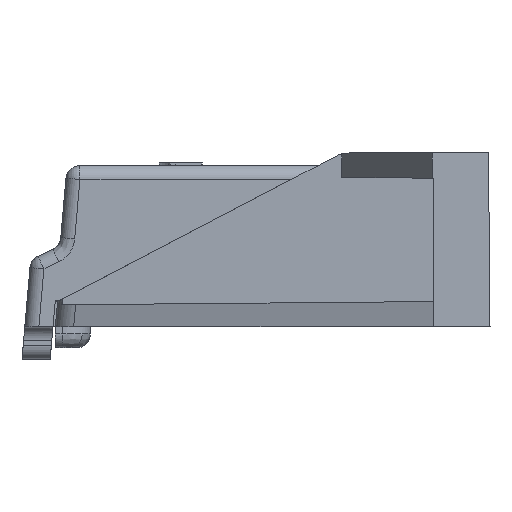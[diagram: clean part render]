
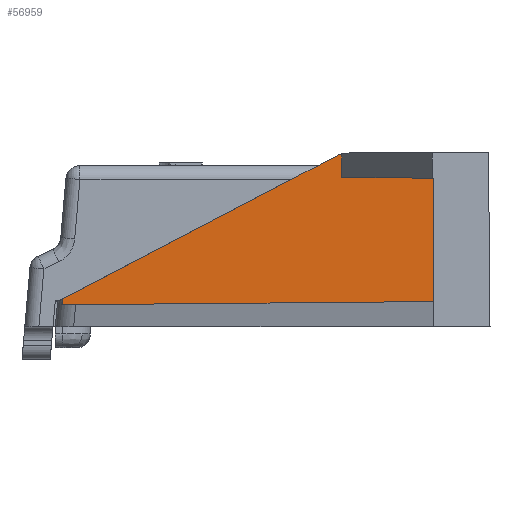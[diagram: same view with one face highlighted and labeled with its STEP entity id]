
A CAD part, left-side view. The second image highlights one B-rep face of the part: STEP entity #56959.
In plain terms, the highlighted planar face has unit normal (-1, 0.009, 0).
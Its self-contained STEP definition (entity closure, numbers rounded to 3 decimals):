
#43 = CARTESIAN_POINT ( 'NONE',  ( -60.239, 0.435, 12.173 ) ) ;
#279 = CARTESIAN_POINT ( 'NONE',  ( -60.239, 0.435, 12.173 ) ) ;
#3361 = CARTESIAN_POINT ( 'NONE',  ( -60.3, -6.5, 0. ) ) ;
#3724 = DIRECTION ( 'NONE',  ( -0.009, -1., 0. ) ) ;
#4623 = VERTEX_POINT ( 'NONE', #35511 ) ;
#8633 = EDGE_CURVE ( 'NONE', #4623, #55967, #16341, .T. ) ;
#9671 = CARTESIAN_POINT ( 'NONE',  ( -60.243, 0.037, 12.329 ) ) ;
#10061 = EDGE_LOOP ( 'NONE', ( #14886, #37663, #34114, #16598, #18880, #50786, #35908 ) ) ;
#11027 = VERTEX_POINT ( 'NONE', #24321 ) ;
#11037 = VERTEX_POINT ( 'NONE', #279 ) ;
#11513 = CARTESIAN_POINT ( 'NONE',  ( -60.199, 5.087, 9.744 ) ) ;
#12121 = DIRECTION ( 'NONE',  ( 0., 0., 1. ) ) ;
#13268 = VECTOR ( 'NONE', #48592, 1000. ) ;
#13901 = CARTESIAN_POINT ( 'NONE',  ( -60.242, 0.175, 12.291 ) ) ;
#13971 = EDGE_CURVE ( 'NONE', #4623, #30879, #25777, .T. ) ;
#14836 = LINE ( 'NONE', #11513, #44644 ) ;
#14886 = ORIENTED_EDGE ( 'NONE', *, *, #20730, .T. ) ;
#16341 = LINE ( 'NONE', #3361, #37781 ) ;
#16598 = ORIENTED_EDGE ( 'NONE', *, *, #30814, .T. ) ;
#18880 = ORIENTED_EDGE ( 'NONE', *, *, #58474, .T. ) ;
#20730 = EDGE_CURVE ( 'NONE', #30879, #55642, #57589, .T. ) ;
#24321 = CARTESIAN_POINT ( 'NONE',  ( -60.069, 19.984, 1.569 ) ) ;
#25559 = CARTESIAN_POINT ( 'NONE',  ( -60.069, 19.984, 1.569 ) ) ;
#25745 =( BOUNDED_CURVE ( )  B_SPLINE_CURVE ( 3, ( #9671, #13901, #31382, #43 ),
 .UNSPECIFIED., .F., .F. ) 
 B_SPLINE_CURVE_WITH_KNOTS ( ( 4, 4 ),
 ( 4.979, 5.194 ),
 .UNSPECIFIED. ) 
 CURVE ( )  GEOMETRIC_REPRESENTATION_ITEM ( )  RATIONAL_B_SPLINE_CURVE ( ( 1., 0.996, 0.996, 1. ) ) 
 REPRESENTATION_ITEM ( '' )  );
#25777 = LINE ( 'NONE', #44175, #57790 ) ;
#26623 = DIRECTION ( 'NONE',  ( -1., 0.009, 0. ) ) ;
#28667 = DIRECTION ( 'NONE',  ( 0.008, 0.886, -0.463 ) ) ;
#28974 = VECTOR ( 'NONE', #12121, 1000. ) ;
#30086 = CARTESIAN_POINT ( 'NONE',  ( -60.069, 19.955, 1.98 ) ) ;
#30222 = CARTESIAN_POINT ( 'NONE',  ( -60.295, -5.974, 1.795 ) ) ;
#30814 = EDGE_CURVE ( 'NONE', #43833, #11027, #33977, .T. ) ;
#30879 = VERTEX_POINT ( 'NONE', #56889 ) ;
#31382 = CARTESIAN_POINT ( 'NONE',  ( -60.241, 0.308, 12.239 ) ) ;
#33026 = EDGE_CURVE ( 'NONE', #11037, #43833, #14836, .T. ) ;
#33579 = FACE_OUTER_BOUND ( 'NONE', #10061, .T. ) ;
#33977 =( BOUNDED_CURVE ( )  B_SPLINE_CURVE ( 3, ( #30086, #47567, #38834, #25559 ),
 .UNSPECIFIED., .F., .F. ) 
 B_SPLINE_CURVE_WITH_KNOTS ( ( 4, 4 ),
 ( 2.161, 2.166 ),
 .UNSPECIFIED. ) 
 CURVE ( )  GEOMETRIC_REPRESENTATION_ITEM ( )  RATIONAL_B_SPLINE_CURVE ( ( 1., 1., 1., 1. ) ) 
 REPRESENTATION_ITEM ( '' )  );
#34114 = ORIENTED_EDGE ( 'NONE', *, *, #33026, .T. ) ;
#34696 = CARTESIAN_POINT ( 'NONE',  ( -60.243, 0.037, 10.6 ) ) ;
#35511 = CARTESIAN_POINT ( 'NONE',  ( -60.3, -6.5, 10.6 ) ) ;
#35908 = ORIENTED_EDGE ( 'NONE', *, *, #13971, .T. ) ;
#37663 = ORIENTED_EDGE ( 'NONE', *, *, #52131, .T. ) ;
#37781 = VECTOR ( 'NONE', #53967, 1000. ) ;
#38834 = CARTESIAN_POINT ( 'NONE',  ( -60.069, 19.974, 1.706 ) ) ;
#39820 = CARTESIAN_POINT ( 'NONE',  ( -60.3, -6.5, 1.8 ) ) ;
#43783 = LINE ( 'NONE', #30222, #13268 ) ;
#43833 = VERTEX_POINT ( 'NONE', #55475 ) ;
#44175 = CARTESIAN_POINT ( 'NONE',  ( -60.295, -5.974, 10.605 ) ) ;
#44644 = VECTOR ( 'NONE', #28667, 1000. ) ;
#47567 = CARTESIAN_POINT ( 'NONE',  ( -60.069, 19.965, 1.843 ) ) ;
#48592 = DIRECTION ( 'NONE',  ( -0.009, -1., 0.009 ) ) ;
#48634 = CARTESIAN_POINT ( 'NONE',  ( -60.3, -6.5, 0. ) ) ;
#50786 = ORIENTED_EDGE ( 'NONE', *, *, #8633, .F. ) ;
#51954 = PLANE ( 'NONE',  #59333 ) ;
#52131 = EDGE_CURVE ( 'NONE', #55642, #11037, #25745, .T. ) ;
#53967 = DIRECTION ( 'NONE',  ( 0., 0., -1. ) ) ;
#55475 = CARTESIAN_POINT ( 'NONE',  ( -60.069, 19.955, 1.98 ) ) ;
#55642 = VERTEX_POINT ( 'NONE', #56232 ) ;
#55967 = VERTEX_POINT ( 'NONE', #39820 ) ;
#56232 = CARTESIAN_POINT ( 'NONE',  ( -60.243, 0.037, 12.329 ) ) ;
#56889 = CARTESIAN_POINT ( 'NONE',  ( -60.243, 0.037, 10.657 ) ) ;
#56959 = ADVANCED_FACE ( 'NONE', ( #33579 ), #51954, .T. ) ;
#57589 = LINE ( 'NONE', #34696, #28974 ) ;
#57790 = VECTOR ( 'NONE', #58007, 1000. ) ;
#58007 = DIRECTION ( 'NONE',  ( 0.009, 1., 0.009 ) ) ;
#58474 = EDGE_CURVE ( 'NONE', #11027, #55967, #43783, .T. ) ;
#59333 = AXIS2_PLACEMENT_3D ( 'NONE', #48634, #26623, #3724 ) ;
